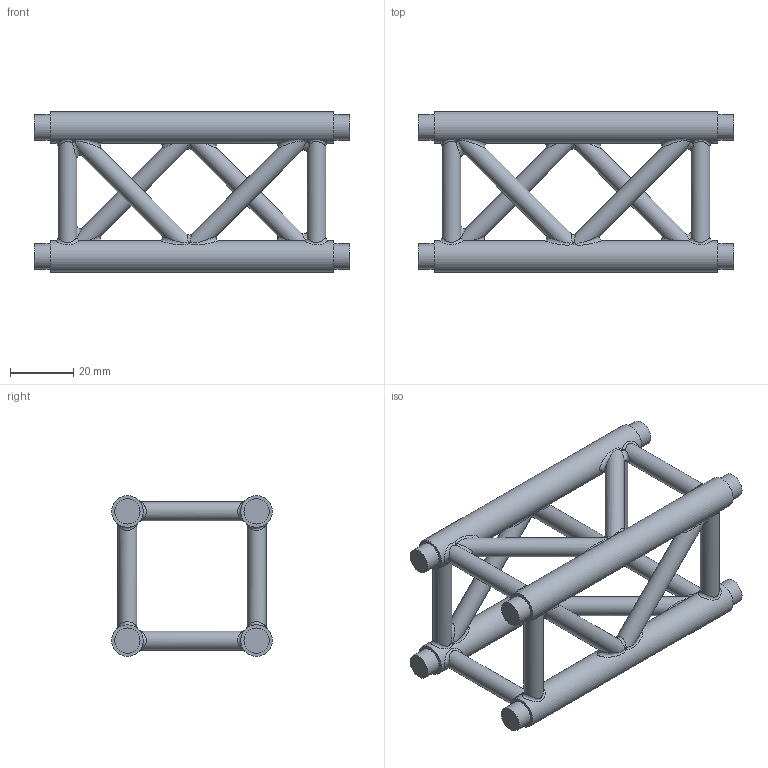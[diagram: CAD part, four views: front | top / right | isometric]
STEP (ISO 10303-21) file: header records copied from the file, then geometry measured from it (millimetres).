
FILE_DESCRIPTION(/* description */ (''),/* implementation_level */ '2;1');
FILE_NAME(/* name */ 'Straight Truss 100mm Less Supports.step',/* time_stamp */ '2025-06-18T20:48:32+12:00',/* author */ (''),/* organization */ (''),/* preprocessor_version */ 'ST-DEVELOPER v20.1',/* originating_system */ 'Autodesk Translation Framework v14.10.0.0',/* authorisation */ '');
FILE_SCHEMA (('AUTOMOTIVE_DESIGN { 1 0 10303 214 3 1 1 }'));
Length unit declared in the file: millimetre
Products named in the file (1): Straight Truss 100mm Less Supports
Bounding box: 100 x 51 x 51 mm (x, y, z)
Volume: 47553.6 mm3; surface area: 23109.5 mm2
Topology: 1 solids, 1 shells, 112 faces, 267 edges, 154 vertices
Faces by surface type: bspline 44, cylinder 28, sphere 24, plane 16
Full cylindrical faces by diameter (mm): 6 x16, 8 x8, 10 x4
Entity records: 12703 total; most frequent: CARTESIAN_POINT 10275, ORIENTED_EDGE 534, DIRECTION 439, EDGE_CURVE 267, AXIS2_PLACEMENT_3D 203, VERTEX_POINT 154, EDGE_LOOP 135, FACE_OUTER_BOUND 112
